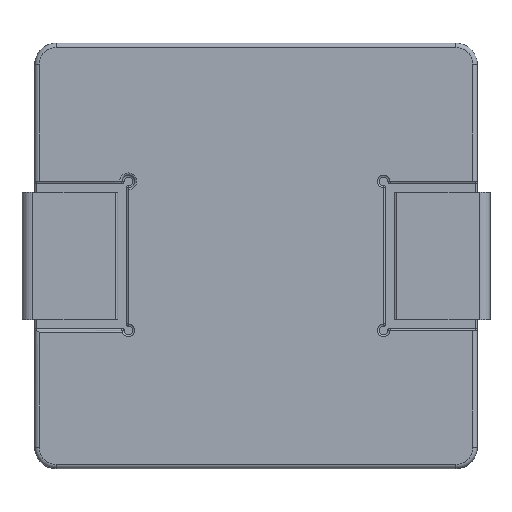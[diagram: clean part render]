
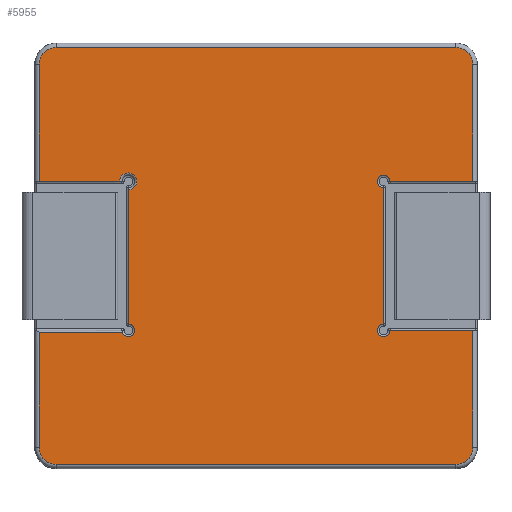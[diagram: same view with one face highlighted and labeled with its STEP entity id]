
A CAD part, top view. The second image highlights one B-rep face of the part: STEP entity #5955.
In plain terms, the highlighted planar face has unit normal (0, 0, 1).
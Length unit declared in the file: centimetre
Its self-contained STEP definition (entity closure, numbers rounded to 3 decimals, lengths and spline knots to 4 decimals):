
#347=CIRCLE('',#6289,0.02);
#348=CIRCLE('',#6290,0.015);
#349=CIRCLE('',#6291,0.04);
#350=CIRCLE('',#6292,0.04);
#351=CIRCLE('',#6293,0.015);
#352=CIRCLE('',#6294,0.015);
#353=CIRCLE('',#6295,0.04);
#354=CIRCLE('',#6296,0.04);
#937=ORIENTED_EDGE('',*,*,#2014,.F.);
#938=ORIENTED_EDGE('',*,*,#2015,.T.);
#939=ORIENTED_EDGE('',*,*,#2016,.F.);
#940=ORIENTED_EDGE('',*,*,#2017,.F.);
#941=ORIENTED_EDGE('',*,*,#2018,.T.);
#942=ORIENTED_EDGE('',*,*,#2019,.T.);
#943=ORIENTED_EDGE('',*,*,#2020,.T.);
#944=ORIENTED_EDGE('',*,*,#2021,.T.);
#945=ORIENTED_EDGE('',*,*,#2022,.T.);
#946=ORIENTED_EDGE('',*,*,#2023,.T.);
#947=ORIENTED_EDGE('',*,*,#2024,.F.);
#948=ORIENTED_EDGE('',*,*,#2025,.F.);
#949=ORIENTED_EDGE('',*,*,#2026,.F.);
#950=ORIENTED_EDGE('',*,*,#2027,.F.);
#951=ORIENTED_EDGE('',*,*,#2028,.F.);
#952=ORIENTED_EDGE('',*,*,#2029,.T.);
#953=ORIENTED_EDGE('',*,*,#2030,.T.);
#954=ORIENTED_EDGE('',*,*,#2031,.T.);
#955=ORIENTED_EDGE('',*,*,#2032,.T.);
#956=ORIENTED_EDGE('',*,*,#2033,.T.);
#2014=EDGE_CURVE('',#2579,#2580,#2930,.T.);
#2015=EDGE_CURVE('',#2579,#2581,#347,.F.);
#2016=EDGE_CURVE('',#2582,#2581,#2931,.T.);
#2017=EDGE_CURVE('',#2583,#2582,#348,.T.);
#2018=EDGE_CURVE('',#2583,#2584,#2932,.F.);
#2019=EDGE_CURVE('',#2584,#2585,#2933,.T.);
#2020=EDGE_CURVE('',#2585,#2586,#349,.T.);
#2021=EDGE_CURVE('',#2586,#2587,#2934,.T.);
#2022=EDGE_CURVE('',#2587,#2588,#350,.T.);
#2023=EDGE_CURVE('',#2588,#2589,#2935,.T.);
#2024=EDGE_CURVE('',#2590,#2589,#2936,.T.);
#2025=EDGE_CURVE('',#2591,#2590,#351,.T.);
#2026=EDGE_CURVE('',#2592,#2591,#2937,.T.);
#2027=EDGE_CURVE('',#2593,#2592,#352,.T.);
#2028=EDGE_CURVE('',#2594,#2593,#2938,.T.);
#2029=EDGE_CURVE('',#2594,#2595,#2939,.T.);
#2030=EDGE_CURVE('',#2595,#2596,#353,.T.);
#2031=EDGE_CURVE('',#2596,#2597,#2940,.T.);
#2032=EDGE_CURVE('',#2597,#2598,#354,.T.);
#2033=EDGE_CURVE('',#2598,#2580,#2941,.T.);
#2579=VERTEX_POINT('',#10064);
#2580=VERTEX_POINT('',#10065);
#2581=VERTEX_POINT('',#10067);
#2582=VERTEX_POINT('',#10069);
#2583=VERTEX_POINT('',#10071);
#2584=VERTEX_POINT('',#10073);
#2585=VERTEX_POINT('',#10075);
#2586=VERTEX_POINT('',#10077);
#2587=VERTEX_POINT('',#10079);
#2588=VERTEX_POINT('',#10081);
#2589=VERTEX_POINT('',#10083);
#2590=VERTEX_POINT('',#10085);
#2591=VERTEX_POINT('',#10087);
#2592=VERTEX_POINT('',#10089);
#2593=VERTEX_POINT('',#10091);
#2594=VERTEX_POINT('',#10093);
#2595=VERTEX_POINT('',#10095);
#2596=VERTEX_POINT('',#10097);
#2597=VERTEX_POINT('',#10099);
#2598=VERTEX_POINT('',#10101);
#2930=LINE('',#10063,#3303);
#2931=LINE('',#10068,#3304);
#2932=LINE('',#10072,#3305);
#2933=LINE('',#10074,#3306);
#2934=LINE('',#10078,#3307);
#2935=LINE('',#10082,#3308);
#2936=LINE('',#10084,#3309);
#2937=LINE('',#10088,#3310);
#2938=LINE('',#10092,#3311);
#2939=LINE('',#10094,#3312);
#2940=LINE('',#10098,#3313);
#2941=LINE('',#10102,#3314);
#3303=VECTOR('',#6995,100.);
#3304=VECTOR('',#6998,100.);
#3305=VECTOR('',#7001,100.);
#3306=VECTOR('',#7002,100.);
#3307=VECTOR('',#7005,100.);
#3308=VECTOR('',#7008,100.);
#3309=VECTOR('',#7009,100.);
#3310=VECTOR('',#7012,100.);
#3311=VECTOR('',#7015,100.);
#3312=VECTOR('',#7016,100.);
#3313=VECTOR('',#7019,100.);
#3314=VECTOR('',#7022,100.);
#3588=EDGE_LOOP('',(#937,#938,#939,#940,#941,#942,#943,#944,#945,#946,#947,
#948,#949,#950,#951,#952,#953,#954,#955,#956));
#3858=FACE_BOUND('',#3588,.T.);
#4068=PLANE('',#6288);
#5955=ADVANCED_FACE('',(#3858),#4068,.T.);
#6288=AXIS2_PLACEMENT_3D('',#10062,#6993,#6994);
#6289=AXIS2_PLACEMENT_3D('',#10066,#6996,#6997);
#6290=AXIS2_PLACEMENT_3D('',#10070,#6999,#7000);
#6291=AXIS2_PLACEMENT_3D('',#10076,#7003,#7004);
#6292=AXIS2_PLACEMENT_3D('',#10080,#7006,#7007);
#6293=AXIS2_PLACEMENT_3D('',#10086,#7010,#7011);
#6294=AXIS2_PLACEMENT_3D('',#10090,#7013,#7014);
#6295=AXIS2_PLACEMENT_3D('',#10096,#7017,#7018);
#6296=AXIS2_PLACEMENT_3D('',#10100,#7020,#7021);
#6993=DIRECTION('',(0.,0.,1.));
#6994=DIRECTION('',(1.,0.,0.));
#6995=DIRECTION('',(-1.,0.,0.));
#6996=DIRECTION('',(0.,0.,1.));
#6997=DIRECTION('',(1.,0.,0.));
#6998=DIRECTION('',(0.,1.,0.));
#6999=DIRECTION('',(0.,0.,1.));
#7000=DIRECTION('',(-1.,0.,0.));
#7001=DIRECTION('',(1.,0.,0.));
#7002=DIRECTION('',(0.,-1.,0.));
#7003=DIRECTION('',(0.,0.,1.));
#7004=DIRECTION('',(1.,0.,0.));
#7005=DIRECTION('',(1.,0.,0.));
#7006=DIRECTION('',(0.,0.,1.));
#7007=DIRECTION('',(1.,0.,0.));
#7008=DIRECTION('',(0.,1.,0.));
#7009=DIRECTION('',(1.,0.,0.));
#7010=DIRECTION('',(0.,0.,1.));
#7011=DIRECTION('',(0.,1.,0.));
#7012=DIRECTION('',(0.,-1.,0.));
#7013=DIRECTION('',(0.,0.,1.));
#7014=DIRECTION('',(1.,0.,0.));
#7015=DIRECTION('',(-1.,0.,0.));
#7016=DIRECTION('',(0.,1.,0.));
#7017=DIRECTION('',(0.,0.,1.));
#7018=DIRECTION('',(1.,0.,0.));
#7019=DIRECTION('',(-1.,0.,0.));
#7020=DIRECTION('',(0.,0.,1.));
#7021=DIRECTION('',(1.,0.,0.));
#7022=DIRECTION('',(0.,-1.,0.));
#10062=CARTESIAN_POINT('',(0.47,0.45,0.32));
#10063=CARTESIAN_POINT('',(-0.52,0.175,0.32));
#10064=CARTESIAN_POINT('',(-0.32,0.175,0.32));
#10065=CARTESIAN_POINT('',(-0.51,0.175,0.32));
#10066=CARTESIAN_POINT('',(-0.3,0.175,0.32));
#10067=CARTESIAN_POINT('',(-0.3,0.155,0.32));
#10068=CARTESIAN_POINT('',(-0.3,0.16,0.32));
#10069=CARTESIAN_POINT('',(-0.3,-0.16,0.32));
#10070=CARTESIAN_POINT('',(-0.3,-0.175,0.32));
#10071=CARTESIAN_POINT('',(-0.3141,-0.18,0.32));
#10072=CARTESIAN_POINT('',(-0.52,-0.18,0.32));
#10073=CARTESIAN_POINT('',(-0.51,-0.18,0.32));
#10074=CARTESIAN_POINT('',(-0.51,0.45,0.32));
#10075=CARTESIAN_POINT('',(-0.51,-0.45,0.32));
#10076=CARTESIAN_POINT('',(-0.47,-0.45,0.32));
#10077=CARTESIAN_POINT('',(-0.47,-0.49,0.32));
#10078=CARTESIAN_POINT('',(0.47,-0.49,0.32));
#10079=CARTESIAN_POINT('',(0.47,-0.49,0.32));
#10080=CARTESIAN_POINT('',(0.47,-0.45,0.32));
#10081=CARTESIAN_POINT('',(0.51,-0.45,0.32));
#10082=CARTESIAN_POINT('',(0.51,0.45,0.32));
#10083=CARTESIAN_POINT('',(0.51,-0.175,0.32));
#10084=CARTESIAN_POINT('',(0.315,-0.175,0.32));
#10085=CARTESIAN_POINT('',(0.315,-0.175,0.32));
#10086=CARTESIAN_POINT('',(0.3,-0.175,0.32));
#10087=CARTESIAN_POINT('',(0.3,-0.16,0.32));
#10088=CARTESIAN_POINT('',(0.3,0.16,0.32));
#10089=CARTESIAN_POINT('',(0.3,0.16,0.32));
#10090=CARTESIAN_POINT('',(0.3,0.175,0.32));
#10091=CARTESIAN_POINT('',(0.315,0.175,0.32));
#10092=CARTESIAN_POINT('',(0.52,0.175,0.32));
#10093=CARTESIAN_POINT('',(0.51,0.175,0.32));
#10094=CARTESIAN_POINT('',(0.51,0.45,0.32));
#10095=CARTESIAN_POINT('',(0.51,0.45,0.32));
#10096=CARTESIAN_POINT('',(0.47,0.45,0.32));
#10097=CARTESIAN_POINT('',(0.47,0.49,0.32));
#10098=CARTESIAN_POINT('',(0.47,0.49,0.32));
#10099=CARTESIAN_POINT('',(-0.47,0.49,0.32));
#10100=CARTESIAN_POINT('',(-0.47,0.45,0.32));
#10101=CARTESIAN_POINT('',(-0.51,0.45,0.32));
#10102=CARTESIAN_POINT('',(-0.51,0.45,0.32));
